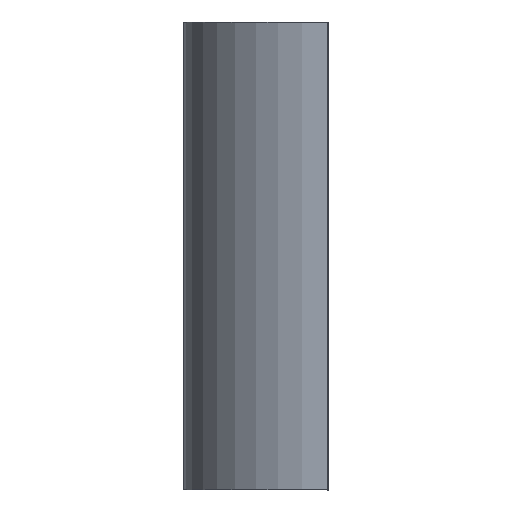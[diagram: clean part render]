
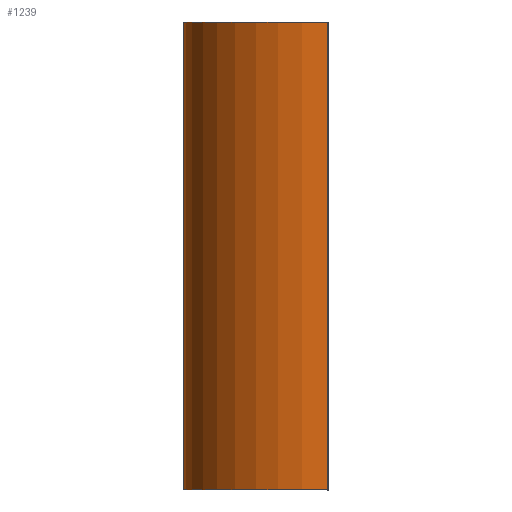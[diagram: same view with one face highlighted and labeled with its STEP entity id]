
A CAD part, left-side view. The second image highlights one B-rep face of the part: STEP entity #1239.
In plain terms, the highlighted cylindrical face has radius 170.3 mm (diameter 340.6 mm), a partial arc.
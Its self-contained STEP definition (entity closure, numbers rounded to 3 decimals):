
#1169=CARTESIAN_POINT('',(-1.118,170.296,550.));
#1170=VERTEX_POINT('',#1169);
#1200=CARTESIAN_POINT('',(0.,0.,550.));
#1201=DIRECTION('',(0.,0.,-1.0));
#1202=DIRECTION('',(-0.007,1.,0.));
#1203=AXIS2_PLACEMENT_3D('',#1200,#1201,#1202);
#1204=CYLINDRICAL_SURFACE('',#1203,170.3);
#1205=CARTESIAN_POINT('',(-1.118,170.296,0.));
#1206=VERTEX_POINT('',#1205);
#1207=CARTESIAN_POINT('',(-1.118,170.296,0.0));
#1208=DIRECTION('',(0.0,0.0,1.0));
#1209=VECTOR('',#1208,550.);
#1210=LINE('',#1207,#1209);
#1211=EDGE_CURVE('',#1206,#1170,#1210,.T.);
#1212=ORIENTED_EDGE('',*,*,#1211,.F.);
#1213=CARTESIAN_POINT('',(-170.296,1.118,0.));
#1214=VERTEX_POINT('',#1213);
#1215=CARTESIAN_POINT('',(0.,0.,0.));
#1216=DIRECTION('',(0.,0.,-1.0));
#1217=DIRECTION('',(-1.,0.007,0.));
#1218=AXIS2_PLACEMENT_3D('',#1215,#1216,#1217);
#1219=CIRCLE('',#1218,170.3);
#1220=EDGE_CURVE('',#1214,#1206,#1219,.T.);
#1221=ORIENTED_EDGE('',*,*,#1220,.F.);
#1222=CARTESIAN_POINT('',(-170.296,1.118,550.));
#1223=VERTEX_POINT('',#1222);
#1224=CARTESIAN_POINT('',(-170.296,1.118,0.));
#1225=DIRECTION('',(0.0,0.0,1.0));
#1226=VECTOR('',#1225,550.);
#1227=LINE('',#1224,#1226);
#1228=EDGE_CURVE('',#1214,#1223,#1227,.T.);
#1229=ORIENTED_EDGE('',*,*,#1228,.T.);
#1230=CARTESIAN_POINT('',(0.,0.,550.));
#1231=DIRECTION('',(0.,0.,1.0));
#1232=DIRECTION('',(-0.007,1.,0.));
#1233=AXIS2_PLACEMENT_3D('',#1230,#1231,#1232);
#1234=CIRCLE('',#1233,170.3);
#1235=EDGE_CURVE('',#1170,#1223,#1234,.T.);
#1236=ORIENTED_EDGE('',*,*,#1235,.F.);
#1237=EDGE_LOOP('',(#1212,#1221,#1229,#1236));
#1238=FACE_OUTER_BOUND('',#1237,.T.);
#1239=ADVANCED_FACE('',(#1238),#1204,.T.);
